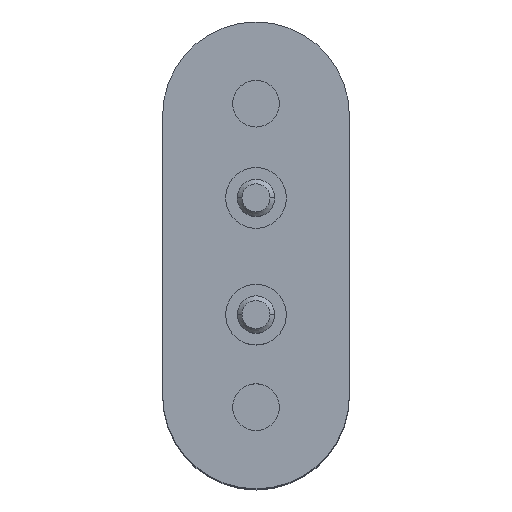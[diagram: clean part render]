
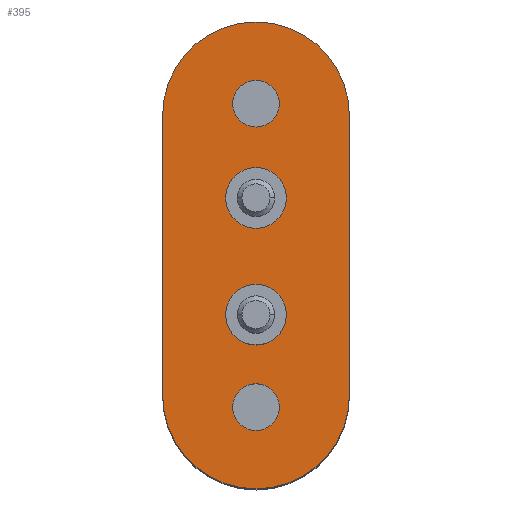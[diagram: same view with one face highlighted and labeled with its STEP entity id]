
A CAD part, top view. The second image highlights one B-rep face of the part: STEP entity #395.
In plain terms, the highlighted planar face has unit normal (0, 0, 1).
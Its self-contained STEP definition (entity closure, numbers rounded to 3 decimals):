
#39 = VERTEX_POINT ( 'NONE', #444 ) ;
#78 = AXIS2_PLACEMENT_3D ( 'NONE', #5422, #4783, #6962 ) ;
#81 = CARTESIAN_POINT ( 'NONE',  ( 46.958, 53.574, 15.135 ) ) ;
#100 = EDGE_CURVE ( 'NONE', #4357, #39, #2039, .T. ) ;
#109 = CARTESIAN_POINT ( 'NONE',  ( 49.458, 55.324, 15.135 ) ) ;
#122 = CARTESIAN_POINT ( 'NONE',  ( 45.458, 57.324, 15.135 ) ) ;
#153 = EDGE_CURVE ( 'NONE', #3658, #3533, #6482, .T. ) ;
#178 = CIRCLE ( 'NONE', #4856, 0.5 ) ;
#349 = EDGE_CURVE ( 'NONE', #3521, #807, #6945, .T. ) ;
#395 = ADVANCED_FACE ( 'NONE', ( #1038, #4331, #4295, #1621, #3792 ), #6537, .T. ) ;
#424 = VERTEX_POINT ( 'NONE', #5535 ) ;
#444 = CARTESIAN_POINT ( 'NONE',  ( 49.458, 49.324, 15.135 ) ) ;
#456 = ORIENTED_EDGE ( 'NONE', *, *, #153, .F. ) ;
#513 = ORIENTED_EDGE ( 'NONE', *, *, #100, .T. ) ;
#612 = EDGE_CURVE ( 'NONE', #3533, #3658, #1338, .T. ) ;
#807 = VERTEX_POINT ( 'NONE', #2475 ) ;
#1012 = CARTESIAN_POINT ( 'NONE',  ( 45.458, 49.324, 15.135 ) ) ;
#1038 = FACE_OUTER_BOUND ( 'NONE', #7037, .T. ) ;
#1075 = ORIENTED_EDGE ( 'NONE', *, *, #3700, .F. ) ;
#1076 = DIRECTION ( 'NONE',  ( 1., 0., 0. ) ) ;
#1086 = DIRECTION ( 'NONE',  ( 1., 0., 0. ) ) ;
#1107 = AXIS2_PLACEMENT_3D ( 'NONE', #3580, #2494, #5278 ) ;
#1138 = DIRECTION ( 'NONE',  ( 0., -1., 0. ) ) ;
#1150 = CIRCLE ( 'NONE', #5156, 0.5 ) ;
#1171 = DIRECTION ( 'NONE',  ( 0., 0., 1. ) ) ;
#1317 = EDGE_CURVE ( 'NONE', #5736, #6022, #178, .T. ) ;
#1338 = CIRCLE ( 'NONE', #6156, 0.5 ) ;
#1410 = CARTESIAN_POINT ( 'NONE',  ( 49.458, 47.324, 15.135 ) ) ;
#1572 = EDGE_CURVE ( 'NONE', #807, #4357, #6124, .T. ) ;
#1621 = FACE_BOUND ( 'NONE', #1815, .T. ) ;
#1658 = EDGE_LOOP ( 'NONE', ( #6600, #3184 ) ) ;
#1661 = DIRECTION ( 'NONE',  ( 0., 0., 1. ) ) ;
#1699 = ORIENTED_EDGE ( 'NONE', *, *, #612, .F. ) ;
#1815 = EDGE_LOOP ( 'NONE', ( #456, #1699 ) ) ;
#1862 = EDGE_CURVE ( 'NONE', #39, #3521, #4098, .T. ) ;
#1925 = DIRECTION ( 'NONE',  ( 0., 0., 1. ) ) ;
#2039 = CIRCLE ( 'NONE', #6035, 2. ) ;
#2115 = DIRECTION ( 'NONE',  ( 0., 0., 1. ) ) ;
#2161 = CARTESIAN_POINT ( 'NONE',  ( 47.458, 51.074, 15.135 ) ) ;
#2168 = AXIS2_PLACEMENT_3D ( 'NONE', #6964, #1661, #1076 ) ;
#2243 = DIRECTION ( 'NONE',  ( 0., 0., 1. ) ) ;
#2475 = CARTESIAN_POINT ( 'NONE',  ( 45.458, 55.324, 15.135 ) ) ;
#2494 = DIRECTION ( 'NONE',  ( 0., 0., 1. ) ) ;
#2509 = ORIENTED_EDGE ( 'NONE', *, *, #1862, .T. ) ;
#2553 = CARTESIAN_POINT ( 'NONE',  ( 47.958, 49.074, 15.135 ) ) ;
#2568 = ORIENTED_EDGE ( 'NONE', *, *, #349, .T. ) ;
#2670 = CARTESIAN_POINT ( 'NONE',  ( 47.458, 55.574, 15.135 ) ) ;
#2815 = EDGE_LOOP ( 'NONE', ( #5150, #5781 ) ) ;
#2935 = VERTEX_POINT ( 'NONE', #6855 ) ;
#2996 = CARTESIAN_POINT ( 'NONE',  ( 47.458, 49.074, 15.135 ) ) ;
#3120 = DIRECTION ( 'NONE',  ( 1., 0., 0. ) ) ;
#3132 = DIRECTION ( 'NONE',  ( 0., 0., 1. ) ) ;
#3184 = ORIENTED_EDGE ( 'NONE', *, *, #6301, .F. ) ;
#3272 = CARTESIAN_POINT ( 'NONE',  ( 47.458, 49.074, 15.135 ) ) ;
#3327 = EDGE_CURVE ( 'NONE', #6022, #5736, #4414, .T. ) ;
#3521 = VERTEX_POINT ( 'NONE', #109 ) ;
#3533 = VERTEX_POINT ( 'NONE', #6655 ) ;
#3567 = CARTESIAN_POINT ( 'NONE',  ( 46.958, 49.074, 15.135 ) ) ;
#3580 = CARTESIAN_POINT ( 'NONE',  ( 47.458, 55.324, 15.135 ) ) ;
#3658 = VERTEX_POINT ( 'NONE', #5785 ) ;
#3700 = EDGE_CURVE ( 'NONE', #5254, #424, #6594, .T. ) ;
#3792 = FACE_BOUND ( 'NONE', #5059, .T. ) ;
#4085 = AXIS2_PLACEMENT_3D ( 'NONE', #2996, #4652, #4622 ) ;
#4098 = LINE ( 'NONE', #1410, #4618 ) ;
#4233 = DIRECTION ( 'NONE',  ( 1., 0., 0. ) ) ;
#4295 = FACE_BOUND ( 'NONE', #2815, .T. ) ;
#4300 = DIRECTION ( 'NONE',  ( 1., 0., 0. ) ) ;
#4329 = ORIENTED_EDGE ( 'NONE', *, *, #5571, .F. ) ;
#4331 = FACE_BOUND ( 'NONE', #1658, .T. ) ;
#4357 = VERTEX_POINT ( 'NONE', #1012 ) ;
#4371 = DIRECTION ( 'NONE',  ( 1., 0., 0. ) ) ;
#4414 = CIRCLE ( 'NONE', #4085, 0.5 ) ;
#4455 = CARTESIAN_POINT ( 'NONE',  ( 47.458, 55.574, 15.135 ) ) ;
#4618 = VECTOR ( 'NONE', #6262, 1000. ) ;
#4622 = DIRECTION ( 'NONE',  ( 1., 0., 0. ) ) ;
#4652 = DIRECTION ( 'NONE',  ( 0., 0., 1. ) ) ;
#4690 = AXIS2_PLACEMENT_3D ( 'NONE', #5508, #6501, #4371 ) ;
#4761 = CARTESIAN_POINT ( 'NONE',  ( 47.458, 49.324, 15.135 ) ) ;
#4777 = DIRECTION ( 'NONE',  ( 1., 0., 0. ) ) ;
#4783 = DIRECTION ( 'NONE',  ( 0., 0., 1. ) ) ;
#4809 = CIRCLE ( 'NONE', #4690, 0.5 ) ;
#4856 = AXIS2_PLACEMENT_3D ( 'NONE', #3272, #7031, #4777 ) ;
#4939 = CIRCLE ( 'NONE', #6779, 0.5 ) ;
#5059 = EDGE_LOOP ( 'NONE', ( #4329, #1075 ) ) ;
#5150 = ORIENTED_EDGE ( 'NONE', *, *, #1317, .F. ) ;
#5156 = AXIS2_PLACEMENT_3D ( 'NONE', #4455, #1171, #6592 ) ;
#5167 = CARTESIAN_POINT ( 'NONE',  ( 47.458, 51.074, 15.135 ) ) ;
#5254 = VERTEX_POINT ( 'NONE', #81 ) ;
#5278 = DIRECTION ( 'NONE',  ( 1., 0., 0. ) ) ;
#5422 = CARTESIAN_POINT ( 'NONE',  ( 47.458, 53.574, 15.135 ) ) ;
#5459 = VECTOR ( 'NONE', #1138, 1000. ) ;
#5503 = ORIENTED_EDGE ( 'NONE', *, *, #1572, .T. ) ;
#5508 = CARTESIAN_POINT ( 'NONE',  ( 47.458, 53.574, 15.135 ) ) ;
#5535 = CARTESIAN_POINT ( 'NONE',  ( 47.958, 53.574, 15.135 ) ) ;
#5568 = CARTESIAN_POINT ( 'NONE',  ( 46.958, 55.574, 15.135 ) ) ;
#5571 = EDGE_CURVE ( 'NONE', #424, #5254, #4809, .T. ) ;
#5736 = VERTEX_POINT ( 'NONE', #2553 ) ;
#5781 = ORIENTED_EDGE ( 'NONE', *, *, #3327, .F. ) ;
#5785 = CARTESIAN_POINT ( 'NONE',  ( 47.958, 51.074, 15.135 ) ) ;
#6022 = VERTEX_POINT ( 'NONE', #3567 ) ;
#6035 = AXIS2_PLACEMENT_3D ( 'NONE', #4761, #3132, #4233 ) ;
#6099 = EDGE_CURVE ( 'NONE', #2935, #6608, #1150, .T. ) ;
#6124 = LINE ( 'NONE', #122, #5459 ) ;
#6156 = AXIS2_PLACEMENT_3D ( 'NONE', #5167, #1925, #3120 ) ;
#6262 = DIRECTION ( 'NONE',  ( 0., 1., 0. ) ) ;
#6301 = EDGE_CURVE ( 'NONE', #6608, #2935, #4939, .T. ) ;
#6367 = AXIS2_PLACEMENT_3D ( 'NONE', #2161, #2243, #1086 ) ;
#6482 = CIRCLE ( 'NONE', #6367, 0.5 ) ;
#6501 = DIRECTION ( 'NONE',  ( 0., 0., 1. ) ) ;
#6537 = PLANE ( 'NONE',  #2168 ) ;
#6592 = DIRECTION ( 'NONE',  ( 1., 0., 0. ) ) ;
#6594 = CIRCLE ( 'NONE', #78, 0.5 ) ;
#6600 = ORIENTED_EDGE ( 'NONE', *, *, #6099, .F. ) ;
#6608 = VERTEX_POINT ( 'NONE', #5568 ) ;
#6655 = CARTESIAN_POINT ( 'NONE',  ( 46.958, 51.074, 15.135 ) ) ;
#6779 = AXIS2_PLACEMENT_3D ( 'NONE', #2670, #2115, #4300 ) ;
#6855 = CARTESIAN_POINT ( 'NONE',  ( 47.958, 55.574, 15.135 ) ) ;
#6945 = CIRCLE ( 'NONE', #1107, 2. ) ;
#6962 = DIRECTION ( 'NONE',  ( 1., 0., 0. ) ) ;
#6964 = CARTESIAN_POINT ( 'NONE',  ( 94.916, 0., 15.135 ) ) ;
#7031 = DIRECTION ( 'NONE',  ( 0., 0., 1. ) ) ;
#7037 = EDGE_LOOP ( 'NONE', ( #2568, #5503, #513, #2509 ) ) ;
